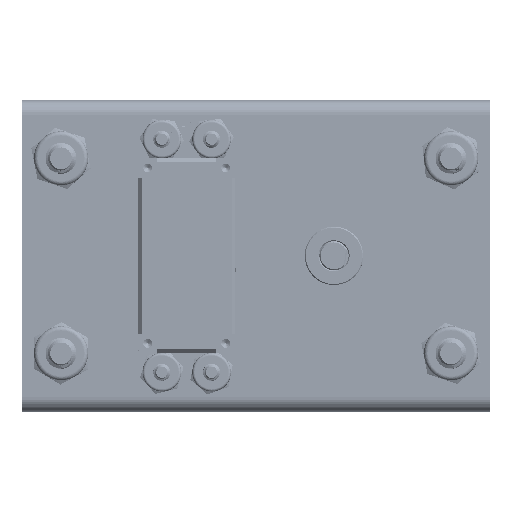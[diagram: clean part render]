
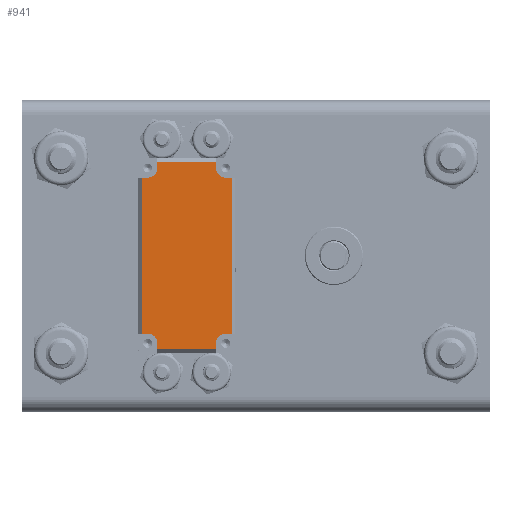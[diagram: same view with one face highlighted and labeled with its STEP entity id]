
A CAD part, top view. The second image highlights one B-rep face of the part: STEP entity #941.
In plain terms, the highlighted face is planar.
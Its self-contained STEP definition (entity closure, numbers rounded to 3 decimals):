
#941 = ADVANCED_FACE ( 'NONE', ( #16088 ), #20287, .F. ) ;
#1236 = CARTESIAN_POINT ( 'NONE',  ( -20., -6., 0. ) ) ;
#1520 = EDGE_CURVE ( 'NONE', #54578, #17088, #12086, .T. ) ;
#1649 = LINE ( 'NONE', #2482, #27680 ) ;
#2482 = CARTESIAN_POINT ( 'NONE',  ( -19.25, 0., 0. ) ) ;
#2567 = LINE ( 'NONE', #7343, #35868 ) ;
#2667 = AXIS2_PLACEMENT_3D ( 'NONE', #49494, #15486, #42205 ) ;
#2674 = CARTESIAN_POINT ( 'NONE',  ( 16., -9.25, 0. ) ) ;
#3385 = ORIENTED_EDGE ( 'NONE', *, *, #5639, .T. ) ;
#3467 = VECTOR ( 'NONE', #29084, 1000. ) ;
#3473 = CARTESIAN_POINT ( 'NONE',  ( -18., 8., 0. ) ) ;
#4098 = DIRECTION ( 'NONE',  ( 0., 0., 1. ) ) ;
#4732 = ORIENTED_EDGE ( 'NONE', *, *, #24887, .T. ) ;
#5086 = LINE ( 'NONE', #9563, #44155 ) ;
#5639 = EDGE_CURVE ( 'NONE', #24735, #50107, #12975, .T. ) ;
#6075 = ORIENTED_EDGE ( 'NONE', *, *, #51507, .F. ) ;
#6216 = CIRCLE ( 'NONE', #2667, 2. ) ;
#6853 = VECTOR ( 'NONE', #44006, 1000. ) ;
#7343 = CARTESIAN_POINT ( 'NONE',  ( -10., 9.25, 0. ) ) ;
#7369 = VERTEX_POINT ( 'NONE', #31357 ) ;
#7617 = EDGE_CURVE ( 'NONE', #35339, #7369, #31350, .T. ) ;
#8253 = VECTOR ( 'NONE', #46411, 1000. ) ;
#8664 = VERTEX_POINT ( 'NONE', #19217 ) ;
#8696 = CARTESIAN_POINT ( 'NONE',  ( -18., -6., 0. ) ) ;
#9443 = CARTESIAN_POINT ( 'NONE',  ( -20., 6., 0. ) ) ;
#9563 = CARTESIAN_POINT ( 'NONE',  ( 20., 6., 0. ) ) ;
#11125 = LINE ( 'NONE', #20107, #3467 ) ;
#11172 = VERTEX_POINT ( 'NONE', #43821 ) ;
#12036 = CARTESIAN_POINT ( 'NONE',  ( -16., 9.25, 0. ) ) ;
#12086 = LINE ( 'NONE', #9443, #6853 ) ;
#12230 = CARTESIAN_POINT ( 'NONE',  ( 19.25, -6., 0. ) ) ;
#12804 = ORIENTED_EDGE ( 'NONE', *, *, #7617, .T. ) ;
#12975 = LINE ( 'NONE', #55135, #8253 ) ;
#13295 = VERTEX_POINT ( 'NONE', #50596 ) ;
#13505 = ORIENTED_EDGE ( 'NONE', *, *, #50526, .T. ) ;
#13627 = LINE ( 'NONE', #17840, #36400 ) ;
#13664 = EDGE_CURVE ( 'NONE', #54578, #17962, #1649, .T. ) ;
#14790 = DIRECTION ( 'NONE',  ( 1., 0., 0. ) ) ;
#14878 = ORIENTED_EDGE ( 'NONE', *, *, #32654, .F. ) ;
#14936 = CARTESIAN_POINT ( 'NONE',  ( -19.25, 6., 0. ) ) ;
#15009 = VERTEX_POINT ( 'NONE', #12036 ) ;
#15277 = CARTESIAN_POINT ( 'NONE',  ( 16., 8., 0. ) ) ;
#15360 = ORIENTED_EDGE ( 'NONE', *, *, #36449, .T. ) ;
#15486 = DIRECTION ( 'NONE',  ( 0., 0., -1. ) ) ;
#15554 = ORIENTED_EDGE ( 'NONE', *, *, #46603, .F. ) ;
#15819 = AXIS2_PLACEMENT_3D ( 'NONE', #50532, #24406, #46037 ) ;
#15953 = VECTOR ( 'NONE', #55475, 1000. ) ;
#16088 = FACE_OUTER_BOUND ( 'NONE', #44375, .T. ) ;
#16207 = CARTESIAN_POINT ( 'NONE',  ( 16., 9.25, 0. ) ) ;
#16974 = CARTESIAN_POINT ( 'NONE',  ( -16., -9.25, 0. ) ) ;
#17088 = VERTEX_POINT ( 'NONE', #54698 ) ;
#17109 = VERTEX_POINT ( 'NONE', #16207 ) ;
#17726 = CARTESIAN_POINT ( 'NONE',  ( -19.25, -6., 0. ) ) ;
#17840 = CARTESIAN_POINT ( 'NONE',  ( -16., 10., 0. ) ) ;
#17962 = VERTEX_POINT ( 'NONE', #17726 ) ;
#19217 = CARTESIAN_POINT ( 'NONE',  ( -16., 8., 0. ) ) ;
#19329 = DIRECTION ( 'NONE',  ( 0., 1., 0. ) ) ;
#20025 = DIRECTION ( 'NONE',  ( 1., 0., 0. ) ) ;
#20107 = CARTESIAN_POINT ( 'NONE',  ( 16., -10., 0. ) ) ;
#20287 = PLANE ( 'NONE',  #24558 ) ;
#21219 = DIRECTION ( 'NONE',  ( 0., 1., 0. ) ) ;
#21438 = CARTESIAN_POINT ( 'NONE',  ( 19.25, 6., 0. ) ) ;
#22743 = CARTESIAN_POINT ( 'NONE',  ( 19.25, 0., 0. ) ) ;
#23177 = VECTOR ( 'NONE', #33494, 1000. ) ;
#23838 = LINE ( 'NONE', #22743, #24131 ) ;
#24131 = VECTOR ( 'NONE', #19329, 1000. ) ;
#24406 = DIRECTION ( 'NONE',  ( 0., 0., -1. ) ) ;
#24478 = DIRECTION ( 'NONE',  ( -1., 0., 0. ) ) ;
#24558 = AXIS2_PLACEMENT_3D ( 'NONE', #41399, #41937, #20025 ) ;
#24735 = VERTEX_POINT ( 'NONE', #12230 ) ;
#24887 = EDGE_CURVE ( 'NONE', #8664, #15009, #13627, .T. ) ;
#24945 = CARTESIAN_POINT ( 'NONE',  ( 18., -6., 0. ) ) ;
#27680 = VECTOR ( 'NONE', #36768, 1000. ) ;
#27902 = DIRECTION ( 'NONE',  ( -1., 0., 0. ) ) ;
#28539 = ORIENTED_EDGE ( 'NONE', *, *, #42433, .F. ) ;
#28995 = EDGE_CURVE ( 'NONE', #31253, #17962, #35474, .T. ) ;
#29084 = DIRECTION ( 'NONE',  ( 0., -1., 0. ) ) ;
#31082 = CARTESIAN_POINT ( 'NONE',  ( 0., -9.25, 0. ) ) ;
#31253 = VERTEX_POINT ( 'NONE', #8696 ) ;
#31350 = CIRCLE ( 'NONE', #34946, 2. ) ;
#31357 = CARTESIAN_POINT ( 'NONE',  ( 18., 6., 0. ) ) ;
#31951 = EDGE_CURVE ( 'NONE', #17088, #8664, #34172, .T. ) ;
#32654 = EDGE_CURVE ( 'NONE', #17109, #15009, #2567, .T. ) ;
#32878 = CIRCLE ( 'NONE', #15819, 2. ) ;
#33494 = DIRECTION ( 'NONE',  ( 0., 1., 0. ) ) ;
#33758 = LINE ( 'NONE', #42228, #23177 ) ;
#34172 = CIRCLE ( 'NONE', #37667, 2. ) ;
#34946 = AXIS2_PLACEMENT_3D ( 'NONE', #51579, #4098, #51312 ) ;
#35339 = VERTEX_POINT ( 'NONE', #15277 ) ;
#35474 = LINE ( 'NONE', #1236, #52872 ) ;
#35868 = VECTOR ( 'NONE', #24478, 1000. ) ;
#36400 = VECTOR ( 'NONE', #21219, 1000. ) ;
#36449 = EDGE_CURVE ( 'NONE', #7369, #46271, #5086, .T. ) ;
#36768 = DIRECTION ( 'NONE',  ( 0., -1., 0. ) ) ;
#37667 = AXIS2_PLACEMENT_3D ( 'NONE', #3473, #49547, #27902 ) ;
#37801 = LINE ( 'NONE', #47052, #15953 ) ;
#38645 = ORIENTED_EDGE ( 'NONE', *, *, #1520, .T. ) ;
#38677 = ORIENTED_EDGE ( 'NONE', *, *, #28995, .T. ) ;
#38801 = ORIENTED_EDGE ( 'NONE', *, *, #31951, .T. ) ;
#41098 = ORIENTED_EDGE ( 'NONE', *, *, #13664, .F. ) ;
#41399 = CARTESIAN_POINT ( 'NONE',  ( 0., 0., 0. ) ) ;
#41937 = DIRECTION ( 'NONE',  ( 0., 0., 1. ) ) ;
#42205 = DIRECTION ( 'NONE',  ( -1., 0., 0. ) ) ;
#42228 = CARTESIAN_POINT ( 'NONE',  ( -16., -6., 0. ) ) ;
#42433 = EDGE_CURVE ( 'NONE', #24735, #46271, #23838, .T. ) ;
#43641 = DIRECTION ( 'NONE',  ( -1., 0., 0. ) ) ;
#43807 = ORIENTED_EDGE ( 'NONE', *, *, #47912, .T. ) ;
#43821 = CARTESIAN_POINT ( 'NONE',  ( 16., -8., 0. ) ) ;
#44006 = DIRECTION ( 'NONE',  ( 1., 0., 0. ) ) ;
#44155 = VECTOR ( 'NONE', #48066, 1000. ) ;
#44375 = EDGE_LOOP ( 'NONE', ( #3385, #15554, #13505, #52972, #45232, #6075, #38677, #41098, #38645, #38801, #4732, #14878, #43807, #12804, #15360, #28539 ) ) ;
#45232 = ORIENTED_EDGE ( 'NONE', *, *, #48472, .T. ) ;
#46037 = DIRECTION ( 'NONE',  ( -1., 0., 0. ) ) ;
#46271 = VERTEX_POINT ( 'NONE', #21438 ) ;
#46411 = DIRECTION ( 'NONE',  ( -1., 0., 0. ) ) ;
#46603 = EDGE_CURVE ( 'NONE', #11172, #50107, #32878, .T. ) ;
#47052 = CARTESIAN_POINT ( 'NONE',  ( 16., 6., 0. ) ) ;
#47912 = EDGE_CURVE ( 'NONE', #17109, #35339, #37801, .T. ) ;
#48066 = DIRECTION ( 'NONE',  ( 1., 0., 0. ) ) ;
#48472 = EDGE_CURVE ( 'NONE', #55478, #13295, #33758, .T. ) ;
#49062 = LINE ( 'NONE', #31082, #49949 ) ;
#49494 = CARTESIAN_POINT ( 'NONE',  ( -18., -8., 0. ) ) ;
#49547 = DIRECTION ( 'NONE',  ( 0., 0., 1. ) ) ;
#49949 = VECTOR ( 'NONE', #14790, 1000. ) ;
#50107 = VERTEX_POINT ( 'NONE', #24945 ) ;
#50526 = EDGE_CURVE ( 'NONE', #11172, #55423, #11125, .T. ) ;
#50532 = CARTESIAN_POINT ( 'NONE',  ( 18., -8., 0. ) ) ;
#50596 = CARTESIAN_POINT ( 'NONE',  ( -16., -8., 0. ) ) ;
#51312 = DIRECTION ( 'NONE',  ( -1., 0., 0. ) ) ;
#51507 = EDGE_CURVE ( 'NONE', #31253, #13295, #6216, .T. ) ;
#51579 = CARTESIAN_POINT ( 'NONE',  ( 18., 8., 0. ) ) ;
#52872 = VECTOR ( 'NONE', #43641, 1000. ) ;
#52972 = ORIENTED_EDGE ( 'NONE', *, *, #53819, .F. ) ;
#53819 = EDGE_CURVE ( 'NONE', #55478, #55423, #49062, .T. ) ;
#54578 = VERTEX_POINT ( 'NONE', #14936 ) ;
#54698 = CARTESIAN_POINT ( 'NONE',  ( -18., 6., 0. ) ) ;
#55135 = CARTESIAN_POINT ( 'NONE',  ( 20., -6., 0. ) ) ;
#55423 = VERTEX_POINT ( 'NONE', #2674 ) ;
#55475 = DIRECTION ( 'NONE',  ( 0., -1., 0. ) ) ;
#55478 = VERTEX_POINT ( 'NONE', #16974 ) ;
